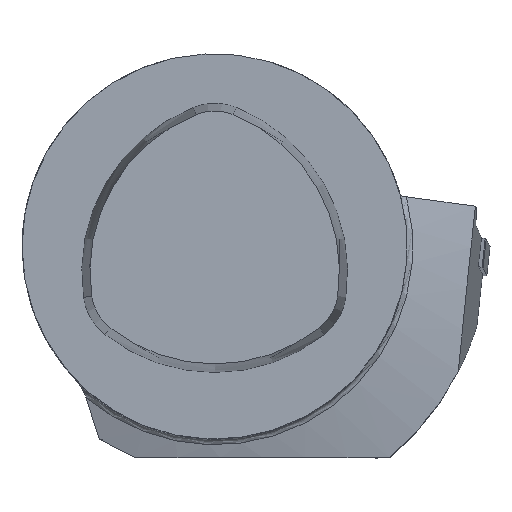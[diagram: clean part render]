
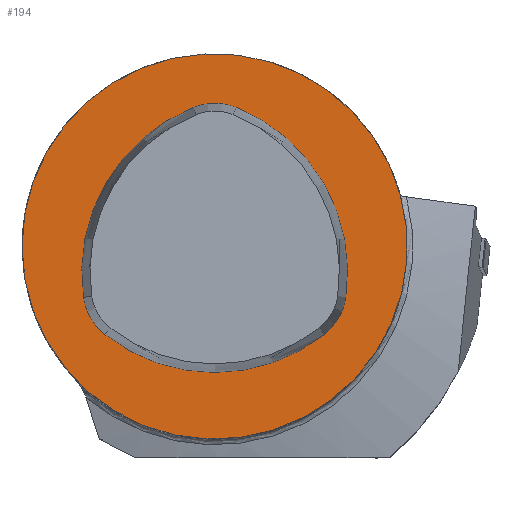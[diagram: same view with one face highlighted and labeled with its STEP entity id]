
A CAD part, top view. The second image highlights one B-rep face of the part: STEP entity #194.
In plain terms, the highlighted planar face has unit normal (0, 0, 1).
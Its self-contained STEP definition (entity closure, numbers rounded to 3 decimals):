
#112=FACE_BOUND('',#338,.T.);
#113=FACE_BOUND('',#339,.T.);
#133=CIRCLE('',#1092,31.5);
#142=CIRCLE('',#1110,29.);
#143=CIRCLE('',#1111,9.4);
#144=CIRCLE('',#1112,29.);
#145=CIRCLE('',#1113,9.4);
#146=CIRCLE('',#1114,29.);
#147=CIRCLE('',#1115,9.4);
#194=ADVANCED_FACE('',(#112,#113),#243,.T.);
#243=PLANE('',#1116);
#338=EDGE_LOOP('',(#462));
#339=EDGE_LOOP('',(#463,#464,#465,#466,#467,#468));
#462=ORIENTED_EDGE('',*,*,#773,.T.);
#463=ORIENTED_EDGE('',*,*,#795,.F.);
#464=ORIENTED_EDGE('',*,*,#796,.F.);
#465=ORIENTED_EDGE('',*,*,#797,.F.);
#466=ORIENTED_EDGE('',*,*,#798,.F.);
#467=ORIENTED_EDGE('',*,*,#799,.F.);
#468=ORIENTED_EDGE('',*,*,#800,.F.);
#679=VERTEX_POINT('',#1584);
#699=VERTEX_POINT('',#1671);
#700=VERTEX_POINT('',#1672);
#701=VERTEX_POINT('',#1674);
#702=VERTEX_POINT('',#1676);
#703=VERTEX_POINT('',#1678);
#704=VERTEX_POINT('',#1680);
#773=EDGE_CURVE('',#679,#679,#133,.T.);
#795=EDGE_CURVE('',#699,#700,#142,.T.);
#796=EDGE_CURVE('',#701,#699,#143,.T.);
#797=EDGE_CURVE('',#702,#701,#144,.T.);
#798=EDGE_CURVE('',#703,#702,#145,.T.);
#799=EDGE_CURVE('',#704,#703,#146,.T.);
#800=EDGE_CURVE('',#700,#704,#147,.T.);
#1092=AXIS2_PLACEMENT_3D('',#1583,#1247,#1248);
#1110=AXIS2_PLACEMENT_3D('',#1670,#1287,#1288);
#1111=AXIS2_PLACEMENT_3D('',#1673,#1289,#1290);
#1112=AXIS2_PLACEMENT_3D('',#1675,#1291,#1292);
#1113=AXIS2_PLACEMENT_3D('',#1677,#1293,#1294);
#1114=AXIS2_PLACEMENT_3D('',#1679,#1295,#1296);
#1115=AXIS2_PLACEMENT_3D('',#1681,#1297,#1298);
#1116=AXIS2_PLACEMENT_3D('',#1682,#1299,#1300);
#1247=DIRECTION('',(0.,0.,1.));
#1248=DIRECTION('',(-1.,0.,0.));
#1287=DIRECTION('',(0.,0.,1.));
#1288=DIRECTION('',(-1.,0.,0.));
#1289=DIRECTION('',(0.,0.,1.));
#1290=DIRECTION('',(-1.,0.,0.));
#1291=DIRECTION('',(0.,0.,1.));
#1292=DIRECTION('',(-1.,0.,0.));
#1293=DIRECTION('',(0.,0.,1.));
#1294=DIRECTION('',(-1.,0.,0.));
#1295=DIRECTION('',(0.,0.,1.));
#1296=DIRECTION('',(-1.,0.,0.));
#1297=DIRECTION('',(0.,0.,1.));
#1298=DIRECTION('',(-1.,0.,0.));
#1299=DIRECTION('',(0.,0.,1.));
#1300=DIRECTION('',(1.,0.,0.));
#1583=CARTESIAN_POINT('',(0.,0.,0.));
#1584=CARTESIAN_POINT('',(-31.5,0.,0.));
#1670=CARTESIAN_POINT('',(-7.275,-4.2,0.));
#1671=CARTESIAN_POINT('',(21.428,-8.343,0.));
#1672=CARTESIAN_POINT('',(3.489,22.729,0.));
#1673=CARTESIAN_POINT('',(12.124,-7.,0.));
#1674=CARTESIAN_POINT('',(17.939,-14.386,0.));
#1675=CARTESIAN_POINT('',(0.,8.4,0.));
#1676=CARTESIAN_POINT('',(-17.939,-14.386,0.));
#1677=CARTESIAN_POINT('',(-12.124,-7.,0.));
#1678=CARTESIAN_POINT('',(-21.428,-8.343,0.));
#1679=CARTESIAN_POINT('',(7.275,-4.2,0.));
#1680=CARTESIAN_POINT('',(-3.489,22.729,0.));
#1681=CARTESIAN_POINT('',(0.,14.,0.));
#1682=CARTESIAN_POINT('',(0.,0.,0.));
